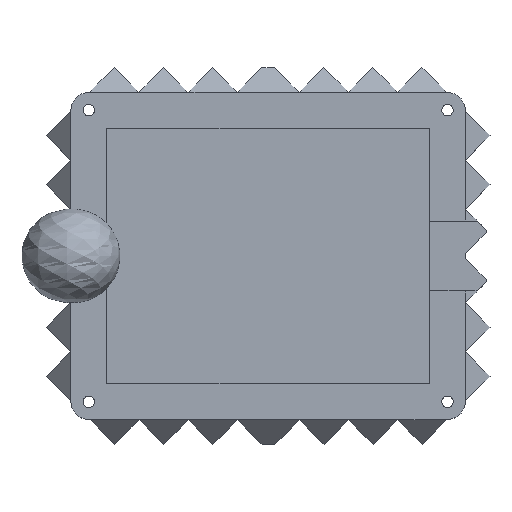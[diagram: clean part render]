
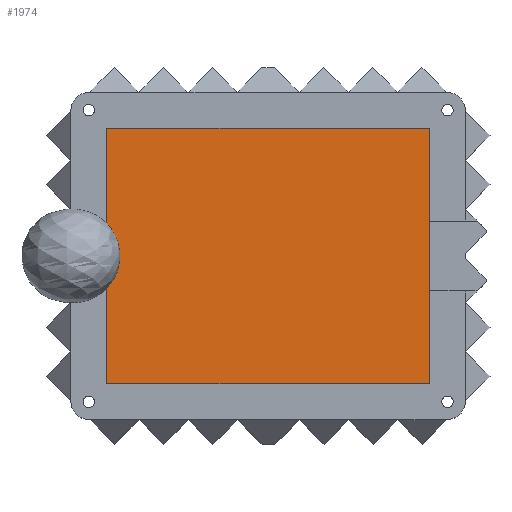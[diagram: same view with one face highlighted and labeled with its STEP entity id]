
A CAD part, top view. The second image highlights one B-rep face of the part: STEP entity #1974.
In plain terms, the highlighted planar face has unit normal (0, 0, 1).
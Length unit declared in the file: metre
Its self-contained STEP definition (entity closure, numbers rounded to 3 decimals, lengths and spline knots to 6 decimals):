
#85=PLANE('',#2222);
#212=FACE_OUTER_BOUND('',#360,.T.);
#360=EDGE_LOOP('',(#1568,#1569,#1570,#1571));
#483=LINE('',#3062,#716);
#504=LINE('',#3106,#737);
#510=LINE('',#3118,#743);
#518=LINE('',#3141,#751);
#716=VECTOR('',#2423,1.);
#737=VECTOR('',#2458,1.);
#743=VECTOR('',#2466,1.);
#751=VECTOR('',#2492,1.);
#996=VERTEX_POINT('',#3059);
#997=VERTEX_POINT('',#3061);
#1013=VERTEX_POINT('',#3105);
#1018=VERTEX_POINT('',#3117);
#1146=EDGE_CURVE('',#997,#996,#483,.T.);
#1167=EDGE_CURVE('',#997,#1013,#504,.T.);
#1173=EDGE_CURVE('',#1013,#1018,#510,.T.);
#1185=EDGE_CURVE('',#996,#1018,#518,.T.);
#1568=ORIENTED_EDGE('',*,*,#1167,.F.);
#1569=ORIENTED_EDGE('',*,*,#1146,.T.);
#1570=ORIENTED_EDGE('',*,*,#1185,.T.);
#1571=ORIENTED_EDGE('',*,*,#1173,.F.);
#1974=ADVANCED_FACE('',(#212),#85,.T.);
#2222=AXIS2_PLACEMENT_3D('',#3262,#2570,#2571);
#2423=DIRECTION('',(0.,-1.,0.));
#2458=DIRECTION('',(1.,0.,0.));
#2466=DIRECTION('',(0.,-1.,0.));
#2492=DIRECTION('',(1.,0.,0.));
#2570=DIRECTION('center_axis',(0.,0.,1.));
#2571=DIRECTION('ref_axis',(1.,0.,0.));
#3059=CARTESIAN_POINT('',(-0.048592,-0.048756,0.003));
#3061=CARTESIAN_POINT('',(-0.048592,0.018919,0.003));
#3062=CARTESIAN_POINT('',(-0.048592,-0.014918,0.003));
#3105=CARTESIAN_POINT('',(0.036814,0.018919,0.003));
#3106=CARTESIAN_POINT('',(-0.005889,0.018919,0.003));
#3117=CARTESIAN_POINT('',(0.036814,-0.048756,0.003));
#3118=CARTESIAN_POINT('',(0.036814,-0.014918,0.003));
#3141=CARTESIAN_POINT('',(-0.005889,-0.048756,0.003));
#3262=CARTESIAN_POINT('Origin',(-0.005889,-0.014918,0.003));
